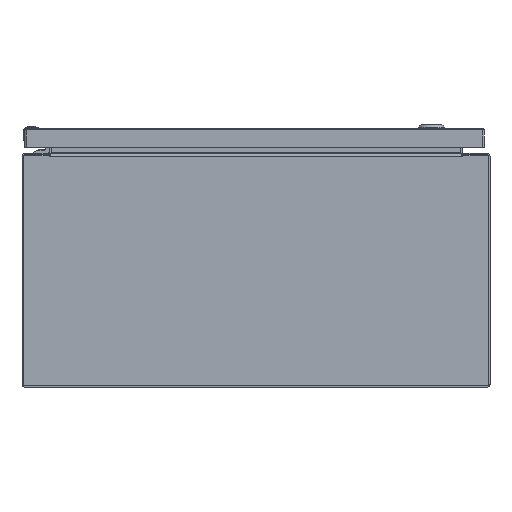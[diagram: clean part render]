
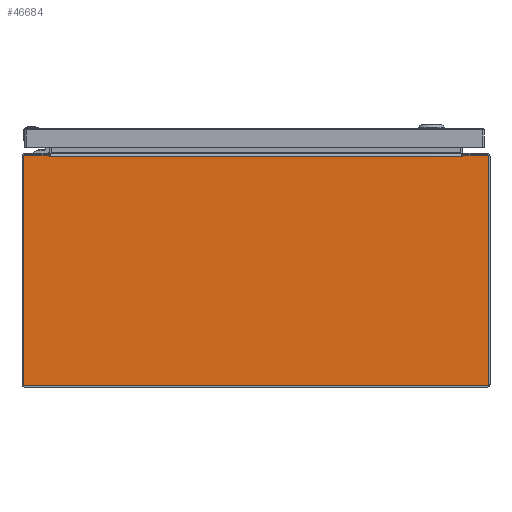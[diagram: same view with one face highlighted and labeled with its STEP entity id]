
A CAD part, front view. The second image highlights one B-rep face of the part: STEP entity #46684.
In plain terms, the highlighted planar face has unit normal (0, -1, 0).
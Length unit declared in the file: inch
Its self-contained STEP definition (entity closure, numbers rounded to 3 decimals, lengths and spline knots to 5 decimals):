
#1051 = EDGE_LOOP ( 'NONE', ( #52710, #81128, #120914, #17500, #43919, #56830, #54073, #84143, #49337, #53530, #14507, #105440, #161132, #45508 ) ) ;
#1756 = CARTESIAN_POINT ( 'NONE',  ( -8.8136, -12., 4.883 ) ) ;
#2840 = CARTESIAN_POINT ( 'NONE',  ( 9.857, -12., 4.857 ) ) ;
#7326 = LINE ( 'NONE', #135946, #109827 ) ;
#7359 = EDGE_CURVE ( 'NONE', #35994, #158656, #76831, .T. ) ;
#10204 = CIRCLE ( 'NONE', #144336, 0.08 ) ;
#12133 = LINE ( 'NONE', #38776, #148485 ) ;
#12167 = CARTESIAN_POINT ( 'NONE',  ( -9.937, -12., 0. ) ) ;
#14221 = DIRECTION ( 'NONE',  ( -0.174, 0., -0.985 ) ) ;
#14507 = ORIENTED_EDGE ( 'NONE', *, *, #141549, .T. ) ;
#14562 = DIRECTION ( 'NONE',  ( 0., 0., -1. ) ) ;
#15408 = EDGE_CURVE ( 'NONE', #132648, #78286, #87782, .T. ) ;
#15573 = CARTESIAN_POINT ( 'NONE',  ( -9.937, -12., 4.857 ) ) ;
#15676 = CARTESIAN_POINT ( 'NONE',  ( 0., -12., -4.937 ) ) ;
#16143 = DIRECTION ( 'NONE',  ( 0.174, 0., -0.985 ) ) ;
#17106 = VERTEX_POINT ( 'NONE', #119176 ) ;
#17500 = ORIENTED_EDGE ( 'NONE', *, *, #29996, .T. ) ;
#18207 = DIRECTION ( 'NONE',  ( 0., 0., -1. ) ) ;
#20691 = DIRECTION ( 'NONE',  ( 0., -1., 0. ) ) ;
#25270 = CARTESIAN_POINT ( 'NONE',  ( 8.8136, -12., 4.883 ) ) ;
#25831 = DIRECTION ( 'NONE',  ( 0., 0., 1. ) ) ;
#29996 = EDGE_CURVE ( 'NONE', #37041, #17106, #127017, .T. ) ;
#30722 = CARTESIAN_POINT ( 'NONE',  ( -9.857, -12., 4.937 ) ) ;
#30844 = DIRECTION ( 'NONE',  ( 0., -1., 0. ) ) ;
#31780 = VECTOR ( 'NONE', #25831, 39.37008 ) ;
#33630 = PLANE ( 'NONE',  #70404 ) ;
#34387 = LINE ( 'NONE', #139727, #72361 ) ;
#35994 = VERTEX_POINT ( 'NONE', #30722 ) ;
#37041 = VERTEX_POINT ( 'NONE', #122823 ) ;
#37505 = LINE ( 'NONE', #76865, #107935 ) ;
#38624 = EDGE_CURVE ( 'NONE', #71762, #158738, #12133, .T. ) ;
#38776 = CARTESIAN_POINT ( 'NONE',  ( 0., -12., 4.883 ) ) ;
#38964 = LINE ( 'NONE', #15676, #74914 ) ;
#43919 = ORIENTED_EDGE ( 'NONE', *, *, #95151, .T. ) ;
#44433 = EDGE_CURVE ( 'NONE', #51486, #158738, #34387, .T. ) ;
#45364 = EDGE_CURVE ( 'NONE', #158656, #37041, #81492, .T. ) ;
#45508 = ORIENTED_EDGE ( 'NONE', *, *, #98825, .F. ) ;
#46684 = ADVANCED_FACE ( 'NONE', ( #83200 ), #33630, .T. ) ;
#47900 = VERTEX_POINT ( 'NONE', #158285 ) ;
#48454 = CARTESIAN_POINT ( 'NONE',  ( 0., -12., 4.937 ) ) ;
#49337 = ORIENTED_EDGE ( 'NONE', *, *, #15408, .T. ) ;
#51064 = VERTEX_POINT ( 'NONE', #60558 ) ;
#51486 = VERTEX_POINT ( 'NONE', #1756 ) ;
#52710 = ORIENTED_EDGE ( 'NONE', *, *, #75818, .T. ) ;
#52994 = CIRCLE ( 'NONE', #96735, 0.08 ) ;
#53530 = ORIENTED_EDGE ( 'NONE', *, *, #163884, .T. ) ;
#54073 = ORIENTED_EDGE ( 'NONE', *, *, #97867, .T. ) ;
#56830 = ORIENTED_EDGE ( 'NONE', *, *, #101762, .T. ) ;
#60558 = CARTESIAN_POINT ( 'NONE',  ( 9.937, -12., 4.857 ) ) ;
#61062 = VERTEX_POINT ( 'NONE', #25270 ) ;
#64472 = DIRECTION ( 'NONE',  ( 0., 0., -1. ) ) ;
#65992 = CARTESIAN_POINT ( 'NONE',  ( 9.857, -12., -4.937 ) ) ;
#66126 = CARTESIAN_POINT ( 'NONE',  ( 9.857, -12., 4.937 ) ) ;
#70404 = AXIS2_PLACEMENT_3D ( 'NONE', #138114, #20691, #108961 ) ;
#71762 = VERTEX_POINT ( 'NONE', #104877 ) ;
#72361 = VECTOR ( 'NONE', #86510, 39.37008 ) ;
#74914 = VECTOR ( 'NONE', #142642, 39.37008 ) ;
#75818 = EDGE_CURVE ( 'NONE', #87478, #35994, #148143, .T. ) ;
#76831 = CIRCLE ( 'NONE', #123293, 0.08 ) ;
#76865 = CARTESIAN_POINT ( 'NONE',  ( 8.81836, -12., 4.91 ) ) ;
#78286 = VERTEX_POINT ( 'NONE', #89880 ) ;
#81128 = ORIENTED_EDGE ( 'NONE', *, *, #7359, .T. ) ;
#81492 = LINE ( 'NONE', #12167, #132932 ) ;
#83200 = FACE_OUTER_BOUND ( 'NONE', #1051, .T. ) ;
#84143 = ORIENTED_EDGE ( 'NONE', *, *, #95289, .T. ) ;
#86510 = DIRECTION ( 'NONE',  ( 1., 0., 0. ) ) ;
#87478 = VERTEX_POINT ( 'NONE', #110136 ) ;
#87782 = LINE ( 'NONE', #103233, #143236 ) ;
#89880 = CARTESIAN_POINT ( 'NONE',  ( 8.82312, -12., 4.937 ) ) ;
#90920 = CARTESIAN_POINT ( 'NONE',  ( 9.937, -12., 0. ) ) ;
#92424 = CARTESIAN_POINT ( 'NONE',  ( -8.81836, -12., 4.91 ) ) ;
#93657 = VECTOR ( 'NONE', #161029, 39.37008 ) ;
#95151 = EDGE_CURVE ( 'NONE', #17106, #129161, #38964, .T. ) ;
#95289 = EDGE_CURVE ( 'NONE', #51064, #132648, #52994, .T. ) ;
#95780 = LINE ( 'NONE', #92424, #130568 ) ;
#96735 = AXIS2_PLACEMENT_3D ( 'NONE', #2840, #137344, #18207 ) ;
#97867 = EDGE_CURVE ( 'NONE', #47900, #51064, #129525, .T. ) ;
#98825 = EDGE_CURVE ( 'NONE', #87478, #51486, #95780, .T. ) ;
#101762 = EDGE_CURVE ( 'NONE', #129161, #47900, #10204, .T. ) ;
#103233 = CARTESIAN_POINT ( 'NONE',  ( 0., -12., 4.937 ) ) ;
#104877 = CARTESIAN_POINT ( 'NONE',  ( 8.798, -12., 4.883 ) ) ;
#105440 = ORIENTED_EDGE ( 'NONE', *, *, #38624, .T. ) ;
#107935 = VECTOR ( 'NONE', #14221, 39.37008 ) ;
#108731 = CARTESIAN_POINT ( 'NONE',  ( -9.857, -12., -4.857 ) ) ;
#108961 = DIRECTION ( 'NONE',  ( 0., 0., -1. ) ) ;
#109827 = VECTOR ( 'NONE', #112705, 39.37008 ) ;
#110136 = CARTESIAN_POINT ( 'NONE',  ( -8.82312, -12., 4.937 ) ) ;
#112705 = DIRECTION ( 'NONE',  ( -1., 0., 0. ) ) ;
#115251 = DIRECTION ( 'NONE',  ( 0., 0., -1. ) ) ;
#119176 = CARTESIAN_POINT ( 'NONE',  ( -9.857, -12., -4.937 ) ) ;
#120914 = ORIENTED_EDGE ( 'NONE', *, *, #45364, .T. ) ;
#122823 = CARTESIAN_POINT ( 'NONE',  ( -9.937, -12., -4.857 ) ) ;
#123293 = AXIS2_PLACEMENT_3D ( 'NONE', #128144, #168401, #115251 ) ;
#124317 = AXIS2_PLACEMENT_3D ( 'NONE', #108731, #30844, #136227 ) ;
#127017 = CIRCLE ( 'NONE', #124317, 0.08 ) ;
#128144 = CARTESIAN_POINT ( 'NONE',  ( -9.857, -12., 4.857 ) ) ;
#129161 = VERTEX_POINT ( 'NONE', #65992 ) ;
#129525 = LINE ( 'NONE', #90920, #31780 ) ;
#130361 = CARTESIAN_POINT ( 'NONE',  ( 9.857, -12., -4.857 ) ) ;
#130568 = VECTOR ( 'NONE', #16143, 39.37008 ) ;
#132648 = VERTEX_POINT ( 'NONE', #66126 ) ;
#132932 = VECTOR ( 'NONE', #64472, 39.37008 ) ;
#135946 = CARTESIAN_POINT ( 'NONE',  ( 8.80578, -12., 4.883 ) ) ;
#136227 = DIRECTION ( 'NONE',  ( 0., 0., -1. ) ) ;
#137344 = DIRECTION ( 'NONE',  ( 0., -1., 0. ) ) ;
#138114 = CARTESIAN_POINT ( 'NONE',  ( 0., -12., 0. ) ) ;
#139727 = CARTESIAN_POINT ( 'NONE',  ( -8.80578, -12., 4.883 ) ) ;
#141549 = EDGE_CURVE ( 'NONE', #61062, #71762, #7326, .T. ) ;
#141825 = DIRECTION ( 'NONE',  ( -1., 0., 0. ) ) ;
#142642 = DIRECTION ( 'NONE',  ( 1., 0., 0. ) ) ;
#143236 = VECTOR ( 'NONE', #141825, 39.37008 ) ;
#143280 = DIRECTION ( 'NONE',  ( -1., 0., 0. ) ) ;
#144336 = AXIS2_PLACEMENT_3D ( 'NONE', #130361, #156984, #14562 ) ;
#148143 = LINE ( 'NONE', #48454, #93657 ) ;
#148231 = CARTESIAN_POINT ( 'NONE',  ( -8.798, -12., 4.883 ) ) ;
#148485 = VECTOR ( 'NONE', #143280, 39.37008 ) ;
#156984 = DIRECTION ( 'NONE',  ( 0., -1., 0. ) ) ;
#158285 = CARTESIAN_POINT ( 'NONE',  ( 9.937, -12., -4.857 ) ) ;
#158656 = VERTEX_POINT ( 'NONE', #15573 ) ;
#158738 = VERTEX_POINT ( 'NONE', #148231 ) ;
#161029 = DIRECTION ( 'NONE',  ( -1., 0., 0. ) ) ;
#161132 = ORIENTED_EDGE ( 'NONE', *, *, #44433, .F. ) ;
#163884 = EDGE_CURVE ( 'NONE', #78286, #61062, #37505, .T. ) ;
#168401 = DIRECTION ( 'NONE',  ( 0., -1., 0. ) ) ;
